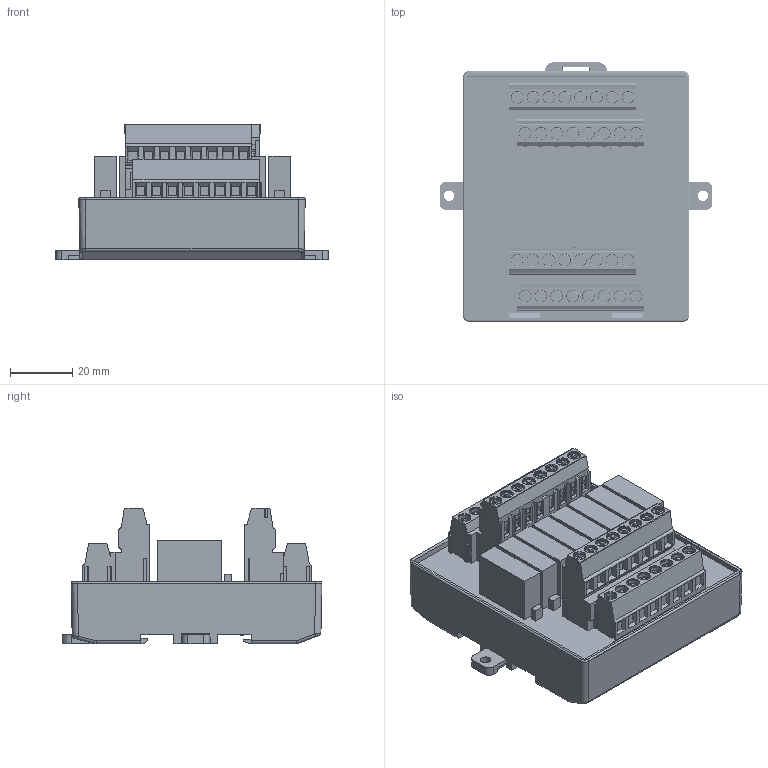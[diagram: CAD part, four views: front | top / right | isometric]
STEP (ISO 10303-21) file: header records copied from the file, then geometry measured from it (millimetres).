
FILE_DESCRIPTION(/* description */ (''),/* implementation_level */ '2;1');
FILE_NAME(/* name */ '',/* time_stamp */ '2025-10-15T09:36:00+08:00',/* author */ (''),/* organization */ (''),/* preprocessor_version */ 'ST-DEVELOPER v14',/* originating_system */ 'SIEMENS PLM Software NX 8.0',/* authorisation */ '');
FILE_SCHEMA (('AUTOMOTIVE_DESIGN { 1 0 10303 214 3 1 1 1 }'));
Products named in the file (1): Admi3A389DFC5cwd
Bounding box: 87.47 x 83.3 x 43.55 mm (x, y, z)
Volume: 142692.9 mm3; surface area: 49264.2 mm2
Topology: 3 solids, 7 shells, 4270 faces, 11685 edges, 7598 vertices
Faces by surface type: plane 2900, cylinder 842, torus 260, bspline 125, cone 92, extrusion 51
Full cylindrical faces by diameter (mm): 2.6 x16, 3.3 x2, 4.1 x16, 4.13 x16
Entity records: 183852 total; most frequent: CARTESIAN_POINT 78449, ORIENTED_EDGE 23062, DIRECTION 19462, EDGE_CURVE 11531, VECTOR 8534, LINE 8483, VERTEX_POINT 7558, AXIS2_PLACEMENT_3D 5464
